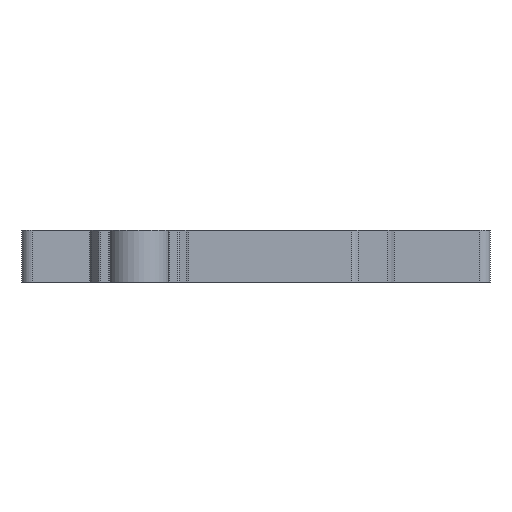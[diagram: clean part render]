
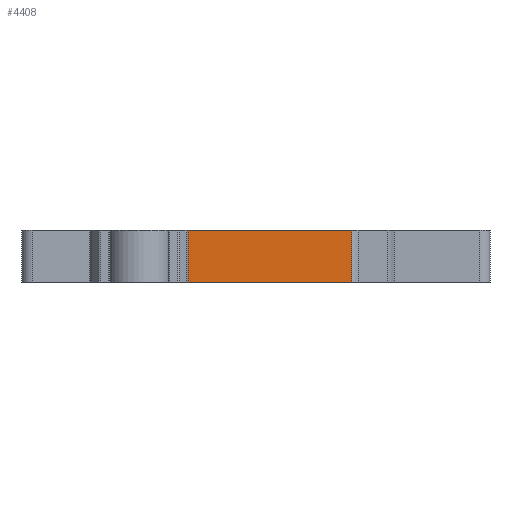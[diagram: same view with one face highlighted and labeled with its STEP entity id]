
A CAD part, front view. The second image highlights one B-rep face of the part: STEP entity #4408.
In plain terms, the highlighted planar face has unit normal (0, -1, 0).
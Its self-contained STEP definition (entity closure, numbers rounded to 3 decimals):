
#402=FACE_OUTER_BOUND($,#639,.T.);
#639=EDGE_LOOP($,(#3318,#3319,#3320,#3321));
#922=LINE($,#6648,#1403);
#1039=LINE($,#6911,#1520);
#1043=LINE($,#6920,#1524);
#1044=LINE($,#6921,#1525);
#1403=VECTOR($,#5240,36.8);
#1520=VECTOR($,#5503,10.);
#1524=VECTOR($,#5513,36.8);
#1525=VECTOR($,#5514,10.);
#1934=VERTEX_POINT($,#6645);
#1935=VERTEX_POINT($,#6647);
#2008=VERTEX_POINT($,#6909);
#2010=VERTEX_POINT($,#6919);
#2387=EDGE_CURVE($,#1934,#1935,#922,.T.);
#2519=EDGE_CURVE($,#1934,#2008,#1039,.T.);
#2523=EDGE_CURVE($,#2008,#2010,#1043,.T.);
#2524=EDGE_CURVE($,#2010,#1935,#1044,.T.);
#3318=ORIENTED_EDGE($,*,*,#2519,.T.);
#3319=ORIENTED_EDGE($,*,*,#2523,.T.);
#3320=ORIENTED_EDGE($,*,*,#2524,.T.);
#3321=ORIENTED_EDGE($,*,*,#2387,.F.);
#4256=PLANE($,#4717);
#4408=ADVANCED_FACE($,(#402),#4256,.T.);
#4717=AXIS2_PLACEMENT_3D($,#6918,#5511,#5512);
#5240=DIRECTION($,(-1.,0.,0.));
#5503=DIRECTION($,(0.,0.,1.));
#5511=DIRECTION('center_axis',(0.,-1.,0.));
#5512=DIRECTION('ref_axis',(0.,0.,-1.));
#5513=DIRECTION($,(-1.,0.,0.));
#5514=DIRECTION($,(0.,0.,-1.));
#6645=CARTESIAN_POINT('',(18.4,-45.,0.));
#6647=CARTESIAN_POINT('',(-18.4,-45.,0.));
#6648=CARTESIAN_POINT($,(-13.3,-45.,0.));
#6909=CARTESIAN_POINT('',(18.4,-45.,10.));
#6911=CARTESIAN_POINT($,(18.4,-45.,0.));
#6918=CARTESIAN_POINT('Origin',(-26.6,-45.,0.));
#6919=CARTESIAN_POINT('',(-18.4,-45.,10.));
#6920=CARTESIAN_POINT($,(-13.3,-45.,10.));
#6921=CARTESIAN_POINT($,(-18.4,-45.,0.));
